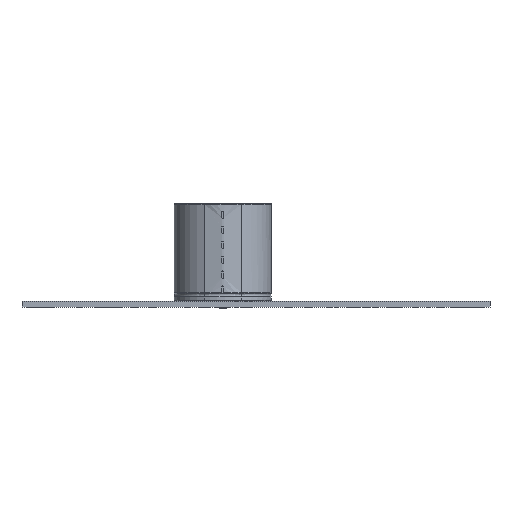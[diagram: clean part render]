
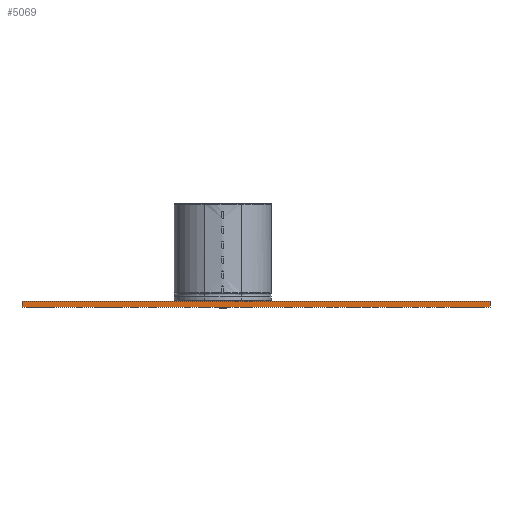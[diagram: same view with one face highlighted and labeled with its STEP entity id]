
A CAD part, front view. The second image highlights one B-rep face of the part: STEP entity #5069.
In plain terms, the highlighted planar face has unit normal (0, -1, 0).
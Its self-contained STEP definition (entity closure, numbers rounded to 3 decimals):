
#4888 = PLANE('',#4889);
#4889 = AXIS2_PLACEMENT_3D('',#4890,#4891,#4892);
#4890 = CARTESIAN_POINT('',(0.,116.84,0.));
#4891 = DIRECTION('',(1.,0.,-0.));
#4892 = DIRECTION('',(0.,-1.,0.));
#4913 = VERTEX_POINT('',#4914);
#4914 = CARTESIAN_POINT('',(0.,0.,1.6));
#4928 = PLANE('',#4929);
#4929 = AXIS2_PLACEMENT_3D('',#4930,#4931,#4932);
#4930 = CARTESIAN_POINT('',(-62.5,58.42,1.6));
#4931 = DIRECTION('',(-0.,-0.,-1.));
#4932 = DIRECTION('',(-1.,0.,0.));
#4940 = EDGE_CURVE('',#4941,#4913,#4943,.T.);
#4941 = VERTEX_POINT('',#4942);
#4942 = CARTESIAN_POINT('',(0.,-0.,0.));
#4943 = SURFACE_CURVE('',#4944,(#4948,#4955),.PCURVE_S1.);
#4944 = LINE('',#4945,#4946);
#4945 = CARTESIAN_POINT('',(0.,-0.,0.));
#4946 = VECTOR('',#4947,1.);
#4947 = DIRECTION('',(0.,0.,1.));
#4948 = PCURVE('',#4888,#4949);
#4949 = DEFINITIONAL_REPRESENTATION('',(#4950),#4954);
#4950 = LINE('',#4951,#4952);
#4951 = CARTESIAN_POINT('',(116.84,0.));
#4952 = VECTOR('',#4953,1.);
#4953 = DIRECTION('',(0.,-1.));
#4954 = ( GEOMETRIC_REPRESENTATION_CONTEXT(2) 
PARAMETRIC_REPRESENTATION_CONTEXT() REPRESENTATION_CONTEXT('2D SPACE',''
  ) );
#4955 = PCURVE('',#4956,#4961);
#4956 = PLANE('',#4957);
#4957 = AXIS2_PLACEMENT_3D('',#4958,#4959,#4960);
#4958 = CARTESIAN_POINT('',(0.,0.,0.));
#4959 = DIRECTION('',(0.,-1.,0.));
#4960 = DIRECTION('',(-1.,0.,0.));
#4961 = DEFINITIONAL_REPRESENTATION('',(#4962),#4966);
#4962 = LINE('',#4963,#4964);
#4963 = CARTESIAN_POINT('',(0.,0.));
#4964 = VECTOR('',#4965,1.);
#4965 = DIRECTION('',(0.,-1.));
#4966 = ( GEOMETRIC_REPRESENTATION_CONTEXT(2) 
PARAMETRIC_REPRESENTATION_CONTEXT() REPRESENTATION_CONTEXT('2D SPACE',''
  ) );
#4982 = PLANE('',#4983);
#4983 = AXIS2_PLACEMENT_3D('',#4984,#4985,#4986);
#4984 = CARTESIAN_POINT('',(-62.5,58.42,0.));
#4985 = DIRECTION('',(-0.,-0.,-1.));
#4986 = DIRECTION('',(-1.,0.,0.));
#5015 = PLANE('',#5016);
#5016 = AXIS2_PLACEMENT_3D('',#5017,#5018,#5019);
#5017 = CARTESIAN_POINT('',(-125.,0.,0.));
#5018 = DIRECTION('',(-1.,0.,0.));
#5019 = DIRECTION('',(0.,1.,0.));
#5069 = ADVANCED_FACE('',(#5070),#4956,.T.);
#5070 = FACE_BOUND('',#5071,.T.);
#5071 = EDGE_LOOP('',(#5072,#5073,#5096,#5119));
#5072 = ORIENTED_EDGE('',*,*,#4940,.T.);
#5073 = ORIENTED_EDGE('',*,*,#5074,.T.);
#5074 = EDGE_CURVE('',#4913,#5075,#5077,.T.);
#5075 = VERTEX_POINT('',#5076);
#5076 = CARTESIAN_POINT('',(-125.,0.,1.6));
#5077 = SURFACE_CURVE('',#5078,(#5082,#5089),.PCURVE_S1.);
#5078 = LINE('',#5079,#5080);
#5079 = CARTESIAN_POINT('',(0.,0.,1.6));
#5080 = VECTOR('',#5081,1.);
#5081 = DIRECTION('',(-1.,0.,0.));
#5082 = PCURVE('',#4956,#5083);
#5083 = DEFINITIONAL_REPRESENTATION('',(#5084),#5088);
#5084 = LINE('',#5085,#5086);
#5085 = CARTESIAN_POINT('',(0.,-1.6));
#5086 = VECTOR('',#5087,1.);
#5087 = DIRECTION('',(1.,0.));
#5088 = ( GEOMETRIC_REPRESENTATION_CONTEXT(2) 
PARAMETRIC_REPRESENTATION_CONTEXT() REPRESENTATION_CONTEXT('2D SPACE',''
  ) );
#5089 = PCURVE('',#4928,#5090);
#5090 = DEFINITIONAL_REPRESENTATION('',(#5091),#5095);
#5091 = LINE('',#5092,#5093);
#5092 = CARTESIAN_POINT('',(-62.5,-58.42));
#5093 = VECTOR('',#5094,1.);
#5094 = DIRECTION('',(1.,0.));
#5095 = ( GEOMETRIC_REPRESENTATION_CONTEXT(2) 
PARAMETRIC_REPRESENTATION_CONTEXT() REPRESENTATION_CONTEXT('2D SPACE',''
  ) );
#5096 = ORIENTED_EDGE('',*,*,#5097,.F.);
#5097 = EDGE_CURVE('',#5098,#5075,#5100,.T.);
#5098 = VERTEX_POINT('',#5099);
#5099 = CARTESIAN_POINT('',(-125.,-0.,0.));
#5100 = SURFACE_CURVE('',#5101,(#5105,#5112),.PCURVE_S1.);
#5101 = LINE('',#5102,#5103);
#5102 = CARTESIAN_POINT('',(-125.,-0.,0.));
#5103 = VECTOR('',#5104,1.);
#5104 = DIRECTION('',(0.,0.,1.));
#5105 = PCURVE('',#4956,#5106);
#5106 = DEFINITIONAL_REPRESENTATION('',(#5107),#5111);
#5107 = LINE('',#5108,#5109);
#5108 = CARTESIAN_POINT('',(125.,0.));
#5109 = VECTOR('',#5110,1.);
#5110 = DIRECTION('',(0.,-1.));
#5111 = ( GEOMETRIC_REPRESENTATION_CONTEXT(2) 
PARAMETRIC_REPRESENTATION_CONTEXT() REPRESENTATION_CONTEXT('2D SPACE',''
  ) );
#5112 = PCURVE('',#5015,#5113);
#5113 = DEFINITIONAL_REPRESENTATION('',(#5114),#5118);
#5114 = LINE('',#5115,#5116);
#5115 = CARTESIAN_POINT('',(0.,0.));
#5116 = VECTOR('',#5117,1.);
#5117 = DIRECTION('',(0.,-1.));
#5118 = ( GEOMETRIC_REPRESENTATION_CONTEXT(2) 
PARAMETRIC_REPRESENTATION_CONTEXT() REPRESENTATION_CONTEXT('2D SPACE',''
  ) );
#5119 = ORIENTED_EDGE('',*,*,#5120,.F.);
#5120 = EDGE_CURVE('',#4941,#5098,#5121,.T.);
#5121 = SURFACE_CURVE('',#5122,(#5126,#5133),.PCURVE_S1.);
#5122 = LINE('',#5123,#5124);
#5123 = CARTESIAN_POINT('',(0.,-0.,0.));
#5124 = VECTOR('',#5125,1.);
#5125 = DIRECTION('',(-1.,0.,0.));
#5126 = PCURVE('',#4956,#5127);
#5127 = DEFINITIONAL_REPRESENTATION('',(#5128),#5132);
#5128 = LINE('',#5129,#5130);
#5129 = CARTESIAN_POINT('',(0.,0.));
#5130 = VECTOR('',#5131,1.);
#5131 = DIRECTION('',(1.,0.));
#5132 = ( GEOMETRIC_REPRESENTATION_CONTEXT(2) 
PARAMETRIC_REPRESENTATION_CONTEXT() REPRESENTATION_CONTEXT('2D SPACE',''
  ) );
#5133 = PCURVE('',#4982,#5134);
#5134 = DEFINITIONAL_REPRESENTATION('',(#5135),#5139);
#5135 = LINE('',#5136,#5137);
#5136 = CARTESIAN_POINT('',(-62.5,-58.42));
#5137 = VECTOR('',#5138,1.);
#5138 = DIRECTION('',(1.,0.));
#5139 = ( GEOMETRIC_REPRESENTATION_CONTEXT(2) 
PARAMETRIC_REPRESENTATION_CONTEXT() REPRESENTATION_CONTEXT('2D SPACE',''
  ) );
